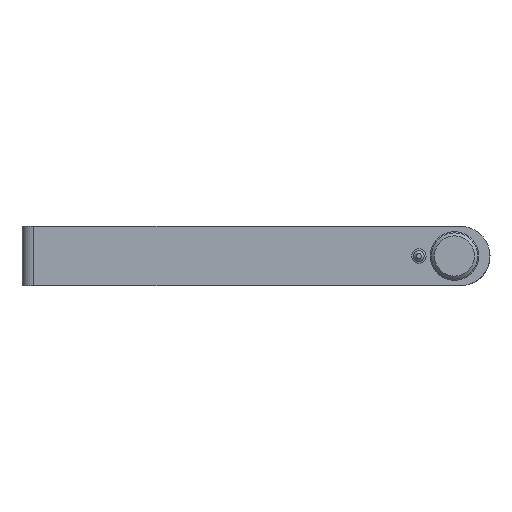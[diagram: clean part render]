
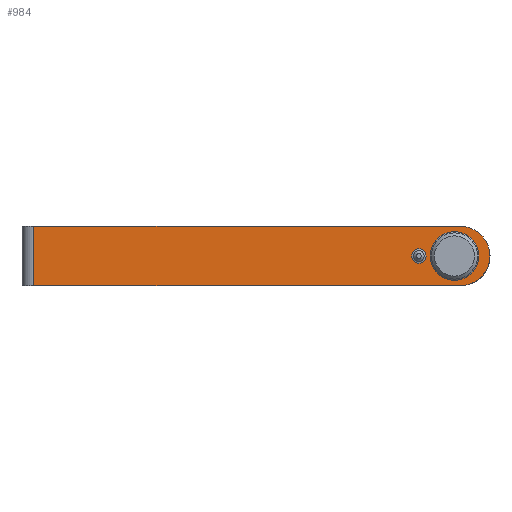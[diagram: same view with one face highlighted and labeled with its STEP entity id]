
A CAD part, left-side view. The second image highlights one B-rep face of the part: STEP entity #984.
In plain terms, the highlighted planar face has unit normal (-1, 0, 0).
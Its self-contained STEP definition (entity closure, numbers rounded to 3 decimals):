
#23=FACE_BOUND('',#115,.T.);
#24=FACE_BOUND('',#116,.T.);
#59=FACE_OUTER_BOUND('',#114,.T.);
#114=EDGE_LOOP('',(#726,#727,#728,#729));
#115=EDGE_LOOP('',(#730));
#116=EDGE_LOOP('',(#731));
#210=LINE('',#1535,#316);
#211=LINE('',#1537,#317);
#212=LINE('',#1538,#318);
#316=VECTOR('',#1226,10.);
#317=VECTOR('',#1227,10.);
#318=VECTOR('',#1228,10.);
#378=CIRCLE('',#1056,1.2);
#381=CIRCLE('',#1061,5.);
#382=CIRCLE('',#1062,4.1);
#448=VERTEX_POINT('',#1522);
#450=VERTEX_POINT('',#1531);
#451=VERTEX_POINT('',#1532);
#452=VERTEX_POINT('',#1534);
#453=VERTEX_POINT('',#1536);
#454=VERTEX_POINT('',#1539);
#555=EDGE_CURVE('',#448,#448,#378,.T.);
#559=EDGE_CURVE('',#450,#451,#381,.T.);
#560=EDGE_CURVE('',#452,#450,#210,.T.);
#561=EDGE_CURVE('',#453,#452,#211,.T.);
#562=EDGE_CURVE('',#453,#451,#212,.T.);
#563=EDGE_CURVE('',#454,#454,#382,.T.);
#726=ORIENTED_EDGE('',*,*,#559,.F.);
#727=ORIENTED_EDGE('',*,*,#560,.F.);
#728=ORIENTED_EDGE('',*,*,#561,.F.);
#729=ORIENTED_EDGE('',*,*,#562,.T.);
#730=ORIENTED_EDGE('',*,*,#563,.F.);
#731=ORIENTED_EDGE('',*,*,#555,.F.);
#948=PLANE('',#1060);
#984=ADVANCED_FACE('',(#59,#23,#24),#948,.T.);
#1056=AXIS2_PLACEMENT_3D('',#1524,#1213,#1214);
#1060=AXIS2_PLACEMENT_3D('',#1530,#1222,#1223);
#1061=AXIS2_PLACEMENT_3D('',#1533,#1224,#1225);
#1062=AXIS2_PLACEMENT_3D('',#1540,#1229,#1230);
#1213=DIRECTION('center_axis',(-1.,0.,0.));
#1214=DIRECTION('ref_axis',(0.,-1.,0.));
#1222=DIRECTION('center_axis',(-1.,0.,0.));
#1223=DIRECTION('ref_axis',(0.,-1.,0.));
#1224=DIRECTION('center_axis',(1.,0.,0.));
#1225=DIRECTION('ref_axis',(0.,-0.707,-0.707));
#1226=DIRECTION('',(0.,-1.,0.));
#1227=DIRECTION('',(0.,0.,1.));
#1228=DIRECTION('',(0.,-1.,0.));
#1229=DIRECTION('center_axis',(-1.,0.,0.));
#1230=DIRECTION('ref_axis',(0.,-1.,0.));
#1522=CARTESIAN_POINT('',(-3.,3.,6.2));
#1524=CARTESIAN_POINT('Origin',(-3.,3.,5.));
#1530=CARTESIAN_POINT('Origin',(-3.,70.,0.));
#1531=CARTESIAN_POINT('',(-3.,-4.,10.));
#1532=CARTESIAN_POINT('',(-3.,-4.,0.));
#1533=CARTESIAN_POINT('Origin',(-3.,-4.,5.));
#1534=CARTESIAN_POINT('',(-3.,68.,10.));
#1535=CARTESIAN_POINT('',(-3.,70.,10.));
#1536=CARTESIAN_POINT('',(-3.,68.,0.));
#1537=CARTESIAN_POINT('',(-3.,68.,0.));
#1538=CARTESIAN_POINT('',(-3.,70.,0.));
#1539=CARTESIAN_POINT('',(-3.,1.1,5.));
#1540=CARTESIAN_POINT('Origin',(-3.,-3.,5.));
